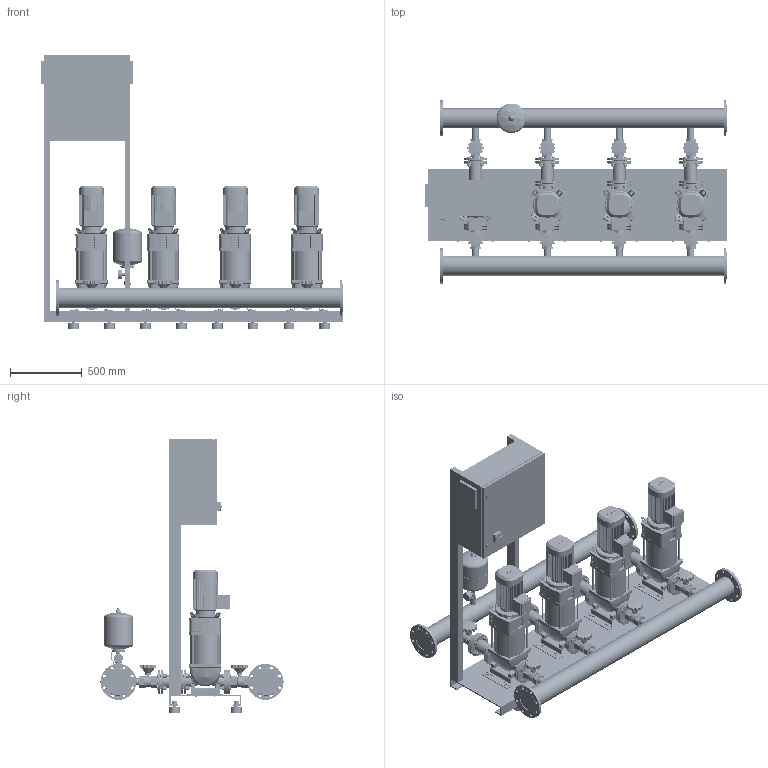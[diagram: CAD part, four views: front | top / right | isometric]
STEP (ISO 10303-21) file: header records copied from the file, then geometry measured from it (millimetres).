
FILE_DESCRIPTION((''),'2;1');
FILE_NAME('3d_CO-4HELIXV2202_K_CC-01-2530526.stp','2016-01-25T09:13:49',(''),(''),'Mechanical Desktop 2009','Mechanical Desktop 2009',', , ');
FILE_SCHEMA(('CONFIG_CONTROL_DESIGN'));
Length unit declared in the file: millimetre
Products named in the file (1): Product
Bounding box: 2100 x 1275 x 1905 mm (x, y, z)
Volume: 319703488.9 mm3; surface area: 17379714.9 mm2
Topology: 215 solids, 215 shells, 7321 faces, 18405 edges, 11956 vertices
Faces by surface type: plane 2996, cylinder 2120, bspline 1555, cone 384, torus 256, sphere 10
Entity records: 245322 total; most frequent: CARTESIAN_POINT 69319, ORIENTED_EDGE 36806, DIRECTION 35503, EDGE_CURVE 18403, AXIS2_PLACEMENT_3D 12333, VERTEX_POINT 11954, VECTOR 10837, LINE 10837
